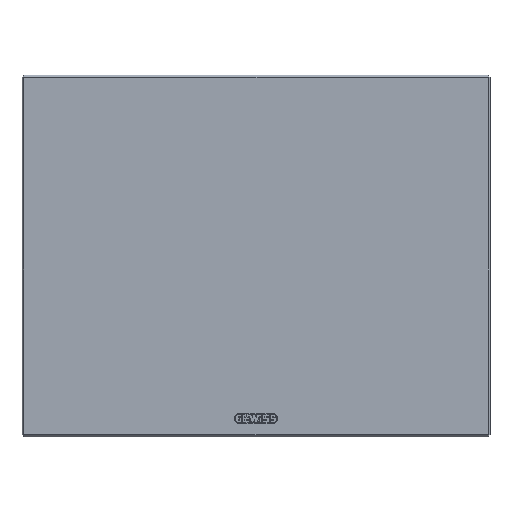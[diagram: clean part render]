
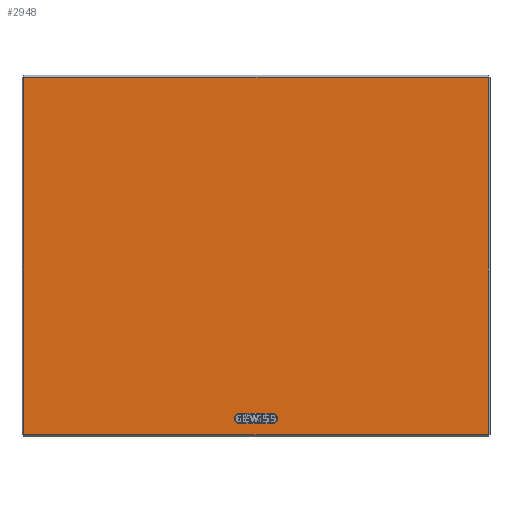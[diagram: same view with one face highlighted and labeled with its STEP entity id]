
A CAD part, top view. The second image highlights one B-rep face of the part: STEP entity #2948.
In plain terms, the highlighted planar face has unit normal (0, 0, 1).
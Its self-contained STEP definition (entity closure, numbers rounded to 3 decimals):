
#47=AXIS2_PLACEMENT_3D('Circle Axis2P3D',#45,#46,$) ;
#1087=AXIS2_PLACEMENT_3D('Circle Axis2P3D',#1085,#1086,$) ;
#2766=AXIS2_PLACEMENT_3D('Plane Axis2P3D',#2763,#2764,#2765) ;
#40=CARTESIAN_POINT('Vertex',(-4.298,-41.4,9.1)) ;
#45=CARTESIAN_POINT('Axis2P3D Location',(-4.298,-42.752,9.1)) ;
#49=CARTESIAN_POINT('Vertex',(-4.298,-44.104,9.1)) ;
#88=CARTESIAN_POINT('Vertex',(-1.027,-41.4,9.1)) ;
#93=CARTESIAN_POINT('Line Origine',(-2.662,-41.4,9.1)) ;
#116=CARTESIAN_POINT('Line Origine',(-2.924,-44.104,9.1)) ;
#120=CARTESIAN_POINT('Vertex',(-1.549,-44.104,9.1)) ;
#854=CARTESIAN_POINT('Vertex',(-0.964,-41.636,9.1)) ;
#857=CARTESIAN_POINT('Line Origine',(-0.995,-41.518,9.1)) ;
#875=CARTESIAN_POINT('Line Origine',(-1.549,-43.792,9.1)) ;
#879=CARTESIAN_POINT('Vertex',(-1.549,-43.48,9.1)) ;
#900=CARTESIAN_POINT('Line Origine',(-1.469,-43.792,9.1)) ;
#904=CARTESIAN_POINT('Vertex',(-1.388,-44.104,9.1)) ;
#920=CARTESIAN_POINT('Line Origine',(-0.948,-44.104,9.1)) ;
#924=CARTESIAN_POINT('Vertex',(-0.507,-44.104,9.1)) ;
#945=CARTESIAN_POINT('Line Origine',(-0.472,-43.958,9.1)) ;
#949=CARTESIAN_POINT('Vertex',(-0.437,-43.813,9.1)) ;
#970=CARTESIAN_POINT('Line Origine',(-0.402,-43.958,9.1)) ;
#974=CARTESIAN_POINT('Vertex',(-0.366,-44.104,9.1)) ;
#990=CARTESIAN_POINT('Line Origine',(0.074,-44.104,9.1)) ;
#994=CARTESIAN_POINT('Vertex',(0.515,-44.104,9.1)) ;
#1015=CARTESIAN_POINT('Line Origine',(0.595,-43.792,9.1)) ;
#1019=CARTESIAN_POINT('Vertex',(0.676,-43.48,9.1)) ;
#1040=CARTESIAN_POINT('Line Origine',(0.676,-43.792,9.1)) ;
#1044=CARTESIAN_POINT('Vertex',(0.676,-44.104,9.1)) ;
#1060=CARTESIAN_POINT('Line Origine',(2.487,-44.104,9.1)) ;
#1064=CARTESIAN_POINT('Vertex',(4.298,-44.104,9.1)) ;
#1085=CARTESIAN_POINT('Axis2P3D Location',(4.298,-42.752,9.1)) ;
#1089=CARTESIAN_POINT('Vertex',(4.298,-41.4,9.1)) ;
#1105=CARTESIAN_POINT('Line Origine',(2.225,-41.4,9.1)) ;
#1109=CARTESIAN_POINT('Vertex',(0.153,-41.4,9.1)) ;
#1130=CARTESIAN_POINT('Line Origine',(0.122,-41.518,9.1)) ;
#1134=CARTESIAN_POINT('Vertex',(0.091,-41.636,9.1)) ;
#1155=CARTESIAN_POINT('Line Origine',(0.071,-41.518,9.1)) ;
#1159=CARTESIAN_POINT('Vertex',(0.051,-41.4,9.1)) ;
#1175=CARTESIAN_POINT('Line Origine',(-0.437,-41.4,9.1)) ;
#1179=CARTESIAN_POINT('Vertex',(-0.924,-41.4,9.1)) ;
#1200=CARTESIAN_POINT('Line Origine',(-0.944,-41.518,9.1)) ;
#2763=CARTESIAN_POINT('Axis2P3D Location',(0.,-47.6,9.1)) ;
#2861=CARTESIAN_POINT('Line Origine',(-61.1,0.,9.1)) ;
#2865=CARTESIAN_POINT('Vertex',(-61.1,-46.893,9.1)) ;
#2867=CARTESIAN_POINT('Vertex',(-61.1,46.893,9.1)) ;
#2870=CARTESIAN_POINT('Line Origine',(-60.996,-46.996,9.1)) ;
#2874=CARTESIAN_POINT('Vertex',(-60.893,-47.1,9.1)) ;
#2877=CARTESIAN_POINT('Line Origine',(0.,-47.1,9.1)) ;
#2881=CARTESIAN_POINT('Vertex',(60.893,-47.1,9.1)) ;
#2884=CARTESIAN_POINT('Line Origine',(60.996,-46.996,9.1)) ;
#2888=CARTESIAN_POINT('Vertex',(61.1,-46.893,9.1)) ;
#2891=CARTESIAN_POINT('Line Origine',(61.1,0.,9.1)) ;
#2895=CARTESIAN_POINT('Vertex',(61.1,46.893,9.1)) ;
#2898=CARTESIAN_POINT('Line Origine',(60.996,46.996,9.1)) ;
#2902=CARTESIAN_POINT('Vertex',(60.893,47.1,9.1)) ;
#2905=CARTESIAN_POINT('Line Origine',(0.,47.1,9.1)) ;
#2909=CARTESIAN_POINT('Vertex',(-60.893,47.1,9.1)) ;
#2912=CARTESIAN_POINT('Line Origine',(-60.996,46.996,9.1)) ;
#46=DIRECTION('Axis2P3D Direction',(0.,-0.,1.)) ;
#94=DIRECTION('Vector Direction',(1.,0.,0.)) ;
#117=DIRECTION('Vector Direction',(-1.,0.,0.)) ;
#858=DIRECTION('Vector Direction',(0.255,-0.967,0.)) ;
#876=DIRECTION('Vector Direction',(0.,1.,0.)) ;
#901=DIRECTION('Vector Direction',(0.25,-0.968,0.)) ;
#921=DIRECTION('Vector Direction',(1.,0.,0.)) ;
#946=DIRECTION('Vector Direction',(0.235,0.972,0.)) ;
#971=DIRECTION('Vector Direction',(0.235,-0.972,0.)) ;
#991=DIRECTION('Vector Direction',(1.,0.,0.)) ;
#1016=DIRECTION('Vector Direction',(0.25,0.968,0.)) ;
#1041=DIRECTION('Vector Direction',(0.,-1.,0.)) ;
#1061=DIRECTION('Vector Direction',(-1.,0.,0.)) ;
#1086=DIRECTION('Axis2P3D Direction',(0.,-0.,1.)) ;
#1106=DIRECTION('Vector Direction',(1.,0.,0.)) ;
#1131=DIRECTION('Vector Direction',(0.255,0.967,0.)) ;
#1156=DIRECTION('Vector Direction',(0.167,-0.986,0.)) ;
#1176=DIRECTION('Vector Direction',(1.,0.,0.)) ;
#1201=DIRECTION('Vector Direction',(0.167,0.986,0.)) ;
#2764=DIRECTION('Axis2P3D Direction',(0.,0.,-1.)) ;
#2765=DIRECTION('Axis2P3D XDirection',(0.,1.,0.)) ;
#2862=DIRECTION('Vector Direction',(0.,-1.,0.)) ;
#2871=DIRECTION('Vector Direction',(-0.707,0.707,0.)) ;
#2878=DIRECTION('Vector Direction',(-1.,0.,0.)) ;
#2885=DIRECTION('Vector Direction',(0.707,0.707,0.)) ;
#2892=DIRECTION('Vector Direction',(0.,-1.,0.)) ;
#2899=DIRECTION('Vector Direction',(-0.707,0.707,0.)) ;
#2906=DIRECTION('Vector Direction',(1.,0.,0.)) ;
#2913=DIRECTION('Vector Direction',(0.707,0.707,0.)) ;
#95=VECTOR('Line Direction',#94,1.) ;
#118=VECTOR('Line Direction',#117,1.) ;
#859=VECTOR('Line Direction',#858,1.) ;
#877=VECTOR('Line Direction',#876,1.) ;
#902=VECTOR('Line Direction',#901,1.) ;
#922=VECTOR('Line Direction',#921,1.) ;
#947=VECTOR('Line Direction',#946,1.) ;
#972=VECTOR('Line Direction',#971,1.) ;
#992=VECTOR('Line Direction',#991,1.) ;
#1017=VECTOR('Line Direction',#1016,1.) ;
#1042=VECTOR('Line Direction',#1041,1.) ;
#1062=VECTOR('Line Direction',#1061,1.) ;
#1107=VECTOR('Line Direction',#1106,1.) ;
#1132=VECTOR('Line Direction',#1131,1.) ;
#1157=VECTOR('Line Direction',#1156,1.) ;
#1177=VECTOR('Line Direction',#1176,1.) ;
#1202=VECTOR('Line Direction',#1201,1.) ;
#2863=VECTOR('Line Direction',#2862,1.) ;
#2872=VECTOR('Line Direction',#2871,1.) ;
#2879=VECTOR('Line Direction',#2878,1.) ;
#2886=VECTOR('Line Direction',#2885,1.) ;
#2893=VECTOR('Line Direction',#2892,1.) ;
#2900=VECTOR('Line Direction',#2899,1.) ;
#2907=VECTOR('Line Direction',#2906,1.) ;
#2914=VECTOR('Line Direction',#2913,1.) ;
#2918=ORIENTED_EDGE('',*,*,#2869,.F.) ;
#2919=ORIENTED_EDGE('',*,*,#2876,.F.) ;
#2920=ORIENTED_EDGE('',*,*,#2883,.F.) ;
#2921=ORIENTED_EDGE('',*,*,#2890,.F.) ;
#2922=ORIENTED_EDGE('',*,*,#2897,.F.) ;
#2923=ORIENTED_EDGE('',*,*,#2904,.F.) ;
#2924=ORIENTED_EDGE('',*,*,#2911,.F.) ;
#2925=ORIENTED_EDGE('',*,*,#2916,.F.) ;
#2928=ORIENTED_EDGE('',*,*,#861,.F.) ;
#2929=ORIENTED_EDGE('',*,*,#1204,.F.) ;
#2930=ORIENTED_EDGE('',*,*,#1181,.F.) ;
#2931=ORIENTED_EDGE('',*,*,#1161,.F.) ;
#2932=ORIENTED_EDGE('',*,*,#1136,.F.) ;
#2933=ORIENTED_EDGE('',*,*,#1111,.F.) ;
#2934=ORIENTED_EDGE('',*,*,#1091,.F.) ;
#2935=ORIENTED_EDGE('',*,*,#1066,.F.) ;
#2936=ORIENTED_EDGE('',*,*,#1046,.F.) ;
#2937=ORIENTED_EDGE('',*,*,#1021,.F.) ;
#2938=ORIENTED_EDGE('',*,*,#996,.F.) ;
#2939=ORIENTED_EDGE('',*,*,#976,.F.) ;
#2940=ORIENTED_EDGE('',*,*,#951,.F.) ;
#2941=ORIENTED_EDGE('',*,*,#926,.F.) ;
#2942=ORIENTED_EDGE('',*,*,#906,.F.) ;
#2943=ORIENTED_EDGE('',*,*,#881,.F.) ;
#2944=ORIENTED_EDGE('',*,*,#122,.F.) ;
#2945=ORIENTED_EDGE('',*,*,#51,.F.) ;
#2946=ORIENTED_EDGE('',*,*,#97,.F.) ;
#2947=FACE_BOUND('',#2927,.T.) ;
#2948=ADVANCED_FACE('PartBody',(#2926,#2947),#2767,.F.) ;
#48=CIRCLE('generated circle',#47,1.352) ;
#1088=CIRCLE('generated circle',#1087,1.352) ;
#51=EDGE_CURVE('',#41,#50,#48,.T.) ;
#97=EDGE_CURVE('',#89,#41,#96,.F.) ;
#122=EDGE_CURVE('',#50,#121,#119,.F.) ;
#861=EDGE_CURVE('',#855,#89,#860,.F.) ;
#881=EDGE_CURVE('',#121,#880,#878,.T.) ;
#906=EDGE_CURVE('',#880,#905,#903,.T.) ;
#926=EDGE_CURVE('',#905,#925,#923,.T.) ;
#951=EDGE_CURVE('',#925,#950,#948,.T.) ;
#976=EDGE_CURVE('',#950,#975,#973,.T.) ;
#996=EDGE_CURVE('',#975,#995,#993,.T.) ;
#1021=EDGE_CURVE('',#995,#1020,#1018,.T.) ;
#1046=EDGE_CURVE('',#1020,#1045,#1043,.T.) ;
#1066=EDGE_CURVE('',#1045,#1065,#1063,.F.) ;
#1091=EDGE_CURVE('',#1065,#1090,#1088,.T.) ;
#1111=EDGE_CURVE('',#1090,#1110,#1108,.F.) ;
#1136=EDGE_CURVE('',#1110,#1135,#1133,.F.) ;
#1161=EDGE_CURVE('',#1135,#1160,#1158,.F.) ;
#1181=EDGE_CURVE('',#1160,#1180,#1178,.F.) ;
#1204=EDGE_CURVE('',#1180,#855,#1203,.F.) ;
#2869=EDGE_CURVE('',#2866,#2868,#2864,.F.) ;
#2876=EDGE_CURVE('',#2875,#2866,#2873,.T.) ;
#2883=EDGE_CURVE('',#2882,#2875,#2880,.T.) ;
#2890=EDGE_CURVE('',#2889,#2882,#2887,.F.) ;
#2897=EDGE_CURVE('',#2896,#2889,#2894,.T.) ;
#2904=EDGE_CURVE('',#2903,#2896,#2901,.F.) ;
#2911=EDGE_CURVE('',#2910,#2903,#2908,.T.) ;
#2916=EDGE_CURVE('',#2868,#2910,#2915,.T.) ;
#2917=EDGE_LOOP('',(#2918,#2919,#2920,#2921,#2922,#2923,#2924,#2925)) ;
#2927=EDGE_LOOP('',(#2928,#2929,#2930,#2931,#2932,#2933,#2934,#2935,#2936,#2937,#2938,#2939,#2940,#2941,#2942,#2943,#2944,#2945,#2946)) ;
#2926=FACE_OUTER_BOUND('',#2917,.T.) ;
#96=LINE('Line',#93,#95) ;
#119=LINE('Line',#116,#118) ;
#860=LINE('Line',#857,#859) ;
#878=LINE('Line',#875,#877) ;
#903=LINE('Line',#900,#902) ;
#923=LINE('Line',#920,#922) ;
#948=LINE('Line',#945,#947) ;
#973=LINE('Line',#970,#972) ;
#993=LINE('Line',#990,#992) ;
#1018=LINE('Line',#1015,#1017) ;
#1043=LINE('Line',#1040,#1042) ;
#1063=LINE('Line',#1060,#1062) ;
#1108=LINE('Line',#1105,#1107) ;
#1133=LINE('Line',#1130,#1132) ;
#1158=LINE('Line',#1155,#1157) ;
#1178=LINE('Line',#1175,#1177) ;
#1203=LINE('Line',#1200,#1202) ;
#2864=LINE('Line',#2861,#2863) ;
#2873=LINE('Line',#2870,#2872) ;
#2880=LINE('Line',#2877,#2879) ;
#2887=LINE('Line',#2884,#2886) ;
#2894=LINE('Line',#2891,#2893) ;
#2901=LINE('Line',#2898,#2900) ;
#2908=LINE('Line',#2905,#2907) ;
#2915=LINE('Line',#2912,#2914) ;
#2767=PLANE('',#2766) ;
#41=VERTEX_POINT('',#40) ;
#50=VERTEX_POINT('',#49) ;
#89=VERTEX_POINT('',#88) ;
#121=VERTEX_POINT('',#120) ;
#855=VERTEX_POINT('',#854) ;
#880=VERTEX_POINT('',#879) ;
#905=VERTEX_POINT('',#904) ;
#925=VERTEX_POINT('',#924) ;
#950=VERTEX_POINT('',#949) ;
#975=VERTEX_POINT('',#974) ;
#995=VERTEX_POINT('',#994) ;
#1020=VERTEX_POINT('',#1019) ;
#1045=VERTEX_POINT('',#1044) ;
#1065=VERTEX_POINT('',#1064) ;
#1090=VERTEX_POINT('',#1089) ;
#1110=VERTEX_POINT('',#1109) ;
#1135=VERTEX_POINT('',#1134) ;
#1160=VERTEX_POINT('',#1159) ;
#1180=VERTEX_POINT('',#1179) ;
#2866=VERTEX_POINT('',#2865) ;
#2868=VERTEX_POINT('',#2867) ;
#2875=VERTEX_POINT('',#2874) ;
#2882=VERTEX_POINT('',#2881) ;
#2889=VERTEX_POINT('',#2888) ;
#2896=VERTEX_POINT('',#2895) ;
#2903=VERTEX_POINT('',#2902) ;
#2910=VERTEX_POINT('',#2909) ;
